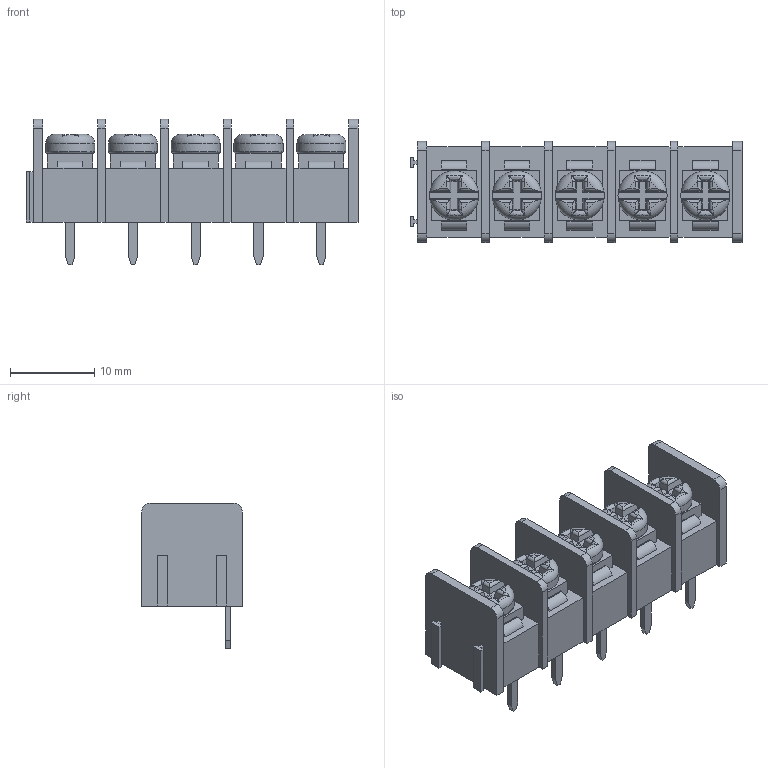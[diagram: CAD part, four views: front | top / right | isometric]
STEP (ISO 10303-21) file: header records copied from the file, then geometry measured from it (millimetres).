
FILE_DESCRIPTION(/* description */ ('Unknown'),/* implementation_level */ '2;1');
FILE_NAME(/* name */ 'Terminal Block - 7.62mm - 5 Pin',/* time_stamp */ '2018-12-07T12:46:04-05:00',/* author */ ('Unknown'),/* organization */ ('Unknown'),/* preprocessor_version */ 'ST-DEVELOPER v16.7',/* originating_system */ 'DEX',/* authorisation */ $);
FILE_SCHEMA (('AUTOMOTIVE_DESIGN {1 0 10303 214 3 1 1}'));
Length unit declared in the file: millimetre
Products named in the file (1): Terminal Block - 7.62mm - 5 Pin
Bounding box: 39.47 x 12.01 x 17.3 mm (x, y, z)
Volume: 3679.7 mm3; surface area: 3351.6 mm2
Topology: 6 solids, 26 shells, 532 faces, 1345 edges, 875 vertices
Faces by surface type: plane 381, bspline 69, cylinder 67, torus 15
Full cylindrical faces by diameter (mm): 5.842 x5
Entity records: 20111 total; most frequent: CARTESIAN_POINT 5748, ORIENTED_EDGE 2652, DIRECTION 1984, EDGE_CURVE 1326, VERTEX_POINT 870, LINE 788, VECTOR 788, AXIS2_PLACEMENT_3D 598
